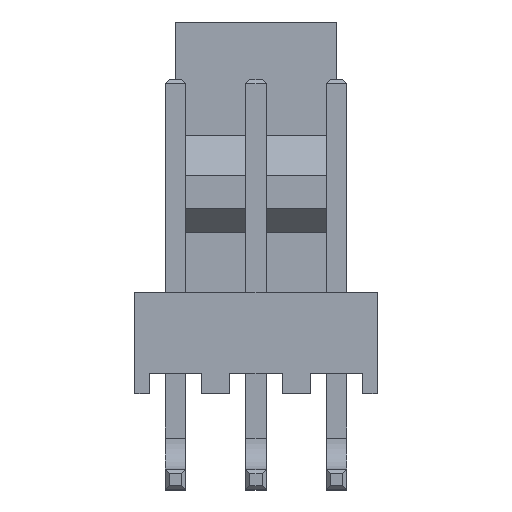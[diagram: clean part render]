
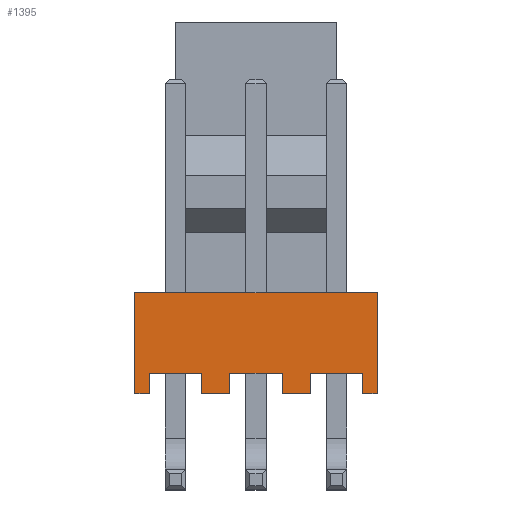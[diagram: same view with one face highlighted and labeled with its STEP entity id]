
A CAD part, top view. The second image highlights one B-rep face of the part: STEP entity #1395.
In plain terms, the highlighted planar face has unit normal (0, 0, 1).
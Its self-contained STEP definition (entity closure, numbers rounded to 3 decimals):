
#1=DIRECTION('',(0.,-1.,0.));
#2=VECTOR('',#1,3.175);
#3=CARTESIAN_POINT('',(-3.81,1.588,2.972));
#4=LINE('',#3,#2);
#17=DIRECTION('',(0.,1.,0.));
#18=VECTOR('',#17,0.635);
#19=CARTESIAN_POINT('',(-3.366,-1.588,2.972));
#20=LINE('',#19,#18);
#21=DIRECTION('',(1.,0.,0.));
#22=VECTOR('',#21,7.62);
#23=CARTESIAN_POINT('',(-3.81,1.588,2.972));
#24=LINE('',#23,#22);
#25=DIRECTION('',(0.,1.,0.));
#26=VECTOR('',#25,0.635);
#27=CARTESIAN_POINT('',(3.366,-1.588,2.972));
#28=LINE('',#27,#26);
#29=DIRECTION('',(-1.,0.,0.));
#30=VECTOR('',#29,1.651);
#31=CARTESIAN_POINT('',(3.366,-0.953,2.972));
#32=LINE('',#31,#30);
#33=DIRECTION('',(0.,1.,0.));
#34=VECTOR('',#33,0.635);
#35=CARTESIAN_POINT('',(1.715,-1.588,2.972));
#36=LINE('',#35,#34);
#37=DIRECTION('',(0.,1.,0.));
#38=VECTOR('',#37,0.635);
#39=CARTESIAN_POINT('',(0.826,-1.588,2.972));
#40=LINE('',#39,#38);
#41=DIRECTION('',(-1.,0.,0.));
#42=VECTOR('',#41,1.651);
#43=CARTESIAN_POINT('',(0.826,-0.953,2.972));
#44=LINE('',#43,#42);
#45=DIRECTION('',(0.,1.,0.));
#46=VECTOR('',#45,0.635);
#47=CARTESIAN_POINT('',(-0.826,-1.588,2.972));
#48=LINE('',#47,#46);
#49=DIRECTION('',(0.,1.,0.));
#50=VECTOR('',#49,0.635);
#51=CARTESIAN_POINT('',(-1.715,-1.588,2.972));
#52=LINE('',#51,#50);
#53=DIRECTION('',(-1.,0.,0.));
#54=VECTOR('',#53,1.651);
#55=CARTESIAN_POINT('',(-1.715,-0.953,2.972));
#56=LINE('',#55,#54);
#85=DIRECTION('',(1.,0.,0.));
#86=VECTOR('',#85,0.445);
#87=CARTESIAN_POINT('',(3.366,-1.588,2.972));
#88=LINE('',#87,#86);
#93=DIRECTION('',(1.,0.,0.));
#94=VECTOR('',#93,0.889);
#95=CARTESIAN_POINT('',(0.826,-1.588,2.972));
#96=LINE('',#95,#94);
#105=DIRECTION('',(1.,0.,0.));
#106=VECTOR('',#105,0.445);
#107=CARTESIAN_POINT('',(-3.81,-1.588,2.972));
#108=LINE('',#107,#106);
#113=DIRECTION('',(1.,0.,0.));
#114=VECTOR('',#113,0.889);
#115=CARTESIAN_POINT('',(-1.715,-1.588,2.972));
#116=LINE('',#115,#114);
#411=DIRECTION('',(0.,-1.,0.));
#412=VECTOR('',#411,3.175);
#413=CARTESIAN_POINT('',(3.81,1.588,2.972));
#414=LINE('',#413,#412);
#1021=CARTESIAN_POINT('',(-3.81,1.588,2.972));
#1022=CARTESIAN_POINT('',(-3.81,-1.588,2.972));
#1023=VERTEX_POINT('',#1021);
#1024=VERTEX_POINT('',#1022);
#1029=CARTESIAN_POINT('',(3.81,1.588,2.972));
#1030=CARTESIAN_POINT('',(3.81,-1.588,2.972));
#1031=VERTEX_POINT('',#1029);
#1032=VERTEX_POINT('',#1030);
#1069=CARTESIAN_POINT('',(1.715,-1.588,2.972));
#1070=CARTESIAN_POINT('',(1.715,-0.953,2.972));
#1071=VERTEX_POINT('',#1069);
#1072=VERTEX_POINT('',#1070);
#1073=CARTESIAN_POINT('',(3.366,-1.588,2.972));
#1074=CARTESIAN_POINT('',(3.366,-0.953,2.972));
#1075=VERTEX_POINT('',#1073);
#1076=VERTEX_POINT('',#1074);
#1085=CARTESIAN_POINT('',(-0.826,-1.588,2.972));
#1086=CARTESIAN_POINT('',(-0.826,-0.953,2.972));
#1087=VERTEX_POINT('',#1085);
#1088=VERTEX_POINT('',#1086);
#1089=CARTESIAN_POINT('',(0.826,-1.588,2.972));
#1090=CARTESIAN_POINT('',(0.826,-0.953,2.972));
#1091=VERTEX_POINT('',#1089);
#1092=VERTEX_POINT('',#1090);
#1101=CARTESIAN_POINT('',(-3.366,-1.588,2.972));
#1102=CARTESIAN_POINT('',(-3.366,-0.953,2.972));
#1103=VERTEX_POINT('',#1101);
#1104=VERTEX_POINT('',#1102);
#1105=CARTESIAN_POINT('',(-1.715,-1.588,2.972));
#1106=CARTESIAN_POINT('',(-1.715,-0.953,2.972));
#1107=VERTEX_POINT('',#1105);
#1108=VERTEX_POINT('',#1106);
#1357=CARTESIAN_POINT('',(-3.81,1.588,2.972));
#1358=DIRECTION('',(0.,0.,1.));
#1359=DIRECTION('',(0.,-1.,0.));
#1360=AXIS2_PLACEMENT_3D('',#1357,#1358,#1359);
#1361=PLANE('',#1360);
#1363=ORIENTED_EDGE('',*,*,#1362,.F.);
#1365=ORIENTED_EDGE('',*,*,#1364,.F.);
#1366=ORIENTED_EDGE('',*,*,#1346,.F.);
#1368=ORIENTED_EDGE('',*,*,#1367,.T.);
#1370=ORIENTED_EDGE('',*,*,#1369,.T.);
#1372=ORIENTED_EDGE('',*,*,#1371,.F.);
#1374=ORIENTED_EDGE('',*,*,#1373,.T.);
#1376=ORIENTED_EDGE('',*,*,#1375,.T.);
#1378=ORIENTED_EDGE('',*,*,#1377,.F.);
#1380=ORIENTED_EDGE('',*,*,#1379,.F.);
#1382=ORIENTED_EDGE('',*,*,#1381,.T.);
#1384=ORIENTED_EDGE('',*,*,#1383,.T.);
#1386=ORIENTED_EDGE('',*,*,#1385,.F.);
#1388=ORIENTED_EDGE('',*,*,#1387,.F.);
#1390=ORIENTED_EDGE('',*,*,#1389,.T.);
#1392=ORIENTED_EDGE('',*,*,#1391,.T.);
#1393=EDGE_LOOP('',(#1363,#1365,#1366,#1368,#1370,#1372,#1374,#1376,#1378,#1380,
#1382,#1384,#1386,#1388,#1390,#1392));
#1394=FACE_OUTER_BOUND('',#1393,.F.);
#1395=ADVANCED_FACE('',(#1394),#1361,.T.);
#1346=EDGE_CURVE('',#1023,#1024,#4,.T.);
#1362=EDGE_CURVE('',#1103,#1104,#20,.T.);
#1364=EDGE_CURVE('',#1024,#1103,#108,.T.);
#1367=EDGE_CURVE('',#1023,#1031,#24,.T.);
#1369=EDGE_CURVE('',#1031,#1032,#414,.T.);
#1371=EDGE_CURVE('',#1075,#1032,#88,.T.);
#1373=EDGE_CURVE('',#1075,#1076,#28,.T.);
#1375=EDGE_CURVE('',#1076,#1072,#32,.T.);
#1377=EDGE_CURVE('',#1071,#1072,#36,.T.);
#1379=EDGE_CURVE('',#1091,#1071,#96,.T.);
#1381=EDGE_CURVE('',#1091,#1092,#40,.T.);
#1383=EDGE_CURVE('',#1092,#1088,#44,.T.);
#1385=EDGE_CURVE('',#1087,#1088,#48,.T.);
#1387=EDGE_CURVE('',#1107,#1087,#116,.T.);
#1389=EDGE_CURVE('',#1107,#1108,#52,.T.);
#1391=EDGE_CURVE('',#1108,#1104,#56,.T.);
